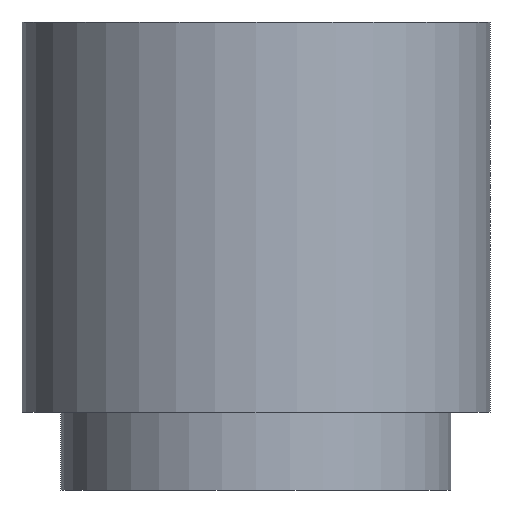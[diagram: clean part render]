
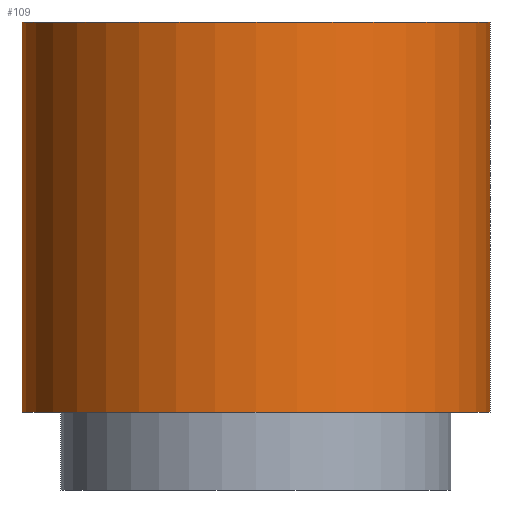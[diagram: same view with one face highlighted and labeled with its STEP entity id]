
A CAD part, front view. The second image highlights one B-rep face of the part: STEP entity #109.
In plain terms, the highlighted cylindrical face has radius 1.5 mm (diameter 3 mm), a full revolution.
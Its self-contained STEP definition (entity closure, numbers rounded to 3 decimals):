
#16=LINE('',#198,#20);
#20=VECTOR('',#164,1.5);
#24=CYLINDRICAL_SURFACE('',#135,1.5);
#33=FACE_OUTER_BOUND('',#42,.T.);
#42=EDGE_LOOP('',(#85,#86,#87,#88));
#51=CIRCLE('',#130,1.5);
#55=CIRCLE('',#136,1.5);
#59=VERTEX_POINT('',#185);
#63=VERTEX_POINT('',#196);
#67=EDGE_CURVE('',#59,#59,#51,.T.);
#72=EDGE_CURVE('',#63,#63,#55,.T.);
#73=EDGE_CURVE('',#63,#59,#16,.T.);
#85=ORIENTED_EDGE('',*,*,#72,.F.);
#86=ORIENTED_EDGE('',*,*,#73,.T.);
#87=ORIENTED_EDGE('',*,*,#67,.F.);
#88=ORIENTED_EDGE('',*,*,#73,.F.);
#109=ADVANCED_FACE('',(#33),#24,.T.);
#130=AXIS2_PLACEMENT_3D('',#186,#149,#150);
#135=AXIS2_PLACEMENT_3D('',#195,#160,#161);
#136=AXIS2_PLACEMENT_3D('',#197,#162,#163);
#149=DIRECTION('center_axis',(0.,0.,-1.));
#150=DIRECTION('ref_axis',(1.,0.,0.));
#160=DIRECTION('center_axis',(0.,0.,1.));
#161=DIRECTION('ref_axis',(1.,0.,0.));
#162=DIRECTION('center_axis',(0.,0.,1.));
#163=DIRECTION('ref_axis',(1.,0.,0.));
#164=DIRECTION('',(0.,0.,-1.));
#185=CARTESIAN_POINT('',(-1.5,0.,-0.5));
#186=CARTESIAN_POINT('Origin',(0.,0.,-0.5));
#195=CARTESIAN_POINT('Origin',(0.,0.,0.));
#196=CARTESIAN_POINT('',(-1.5,0.,2.));
#197=CARTESIAN_POINT('Origin',(0.,0.,2.));
#198=CARTESIAN_POINT('',(-1.5,0.,0.));
